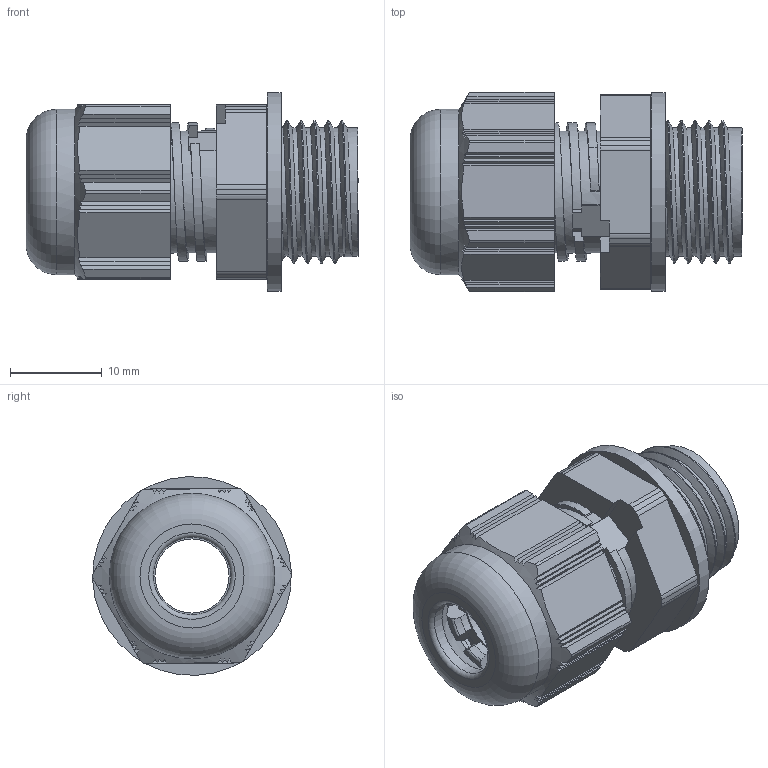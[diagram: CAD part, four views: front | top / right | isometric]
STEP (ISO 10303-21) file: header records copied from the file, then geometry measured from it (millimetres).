
FILE_DESCRIPTION(/* description */ ('DAE-Kabelverschraubung M 16x1,5 mit O-Ring'),/* implementation_level */ '2;1');
FILE_NAME(/* name */ '11087516-RST.stp',/* time_stamp */ '2020-03-31T11:35:48+02:00',/* author */ ('sl'),/* organization */ (''),/* preprocessor_version */ 'ST-DEVELOPER v16.5',/* originating_system */ 'Autodesk Inventor 2017',/* authorisation */ '');
FILE_SCHEMA (('AUTOMOTIVE_DESIGN { 1 0 10303 214 3 1 1 }'));
Length unit declared in the file: millimetre
Products named in the file (8): DA-S-01-BG-0001-11087516; DA-S-01-BT-0001-11087516; DA-S-01-BT-0002-11087516; DA-S-01-BT-0003-11087516; DA-S-01-BT-0004-11087516; DA-S-01-BT-0005-11087516; DA-S-01-BT-0006-11087516; 11087514
Assembly tree (7 placements, depth 2):
  DA-S-01-BG-0001-11087516
    DA-S-01-BT-0001-11087516
    DA-S-01-BT-0002-11087516
    DA-S-01-BT-0003-11087516
    DA-S-01-BT-0004-11087516
    DA-S-01-BT-0005-11087516
    DA-S-01-BT-0006-11087516
    11087514
Bounding box: 36.25 x 21.76 x 21.68 mm (x, y, z)
Volume: 5844 mm3; surface area: 8115.3 mm2
Topology: 7 solids, 7 shells, 512 faces, 1494 edges, 989 vertices
Faces by surface type: plane 300, cylinder 138, torus 32, cone 23, bspline 19
Full cylindrical faces by diameter (mm): 8.1 x2, 8.3 x1, 8.46 x1, 8.62 x1, 10.37 x1, 10.4 x2, 10.84 x1, 11.08 x1, 11.2 x1, 11.25 x1, 13.8 x1, 14.06 x5, 14.7 x1, 15.86 x5, 18.06 x1, 21.7 x1
Entity records: 20415 total; most frequent: CARTESIAN_POINT 6961, ORIENTED_EDGE 2864, DIRECTION 2826, EDGE_CURVE 1432, AXIS2_PLACEMENT_3D 1127, VERTEX_POINT 962, LINE 572, VECTOR 572
